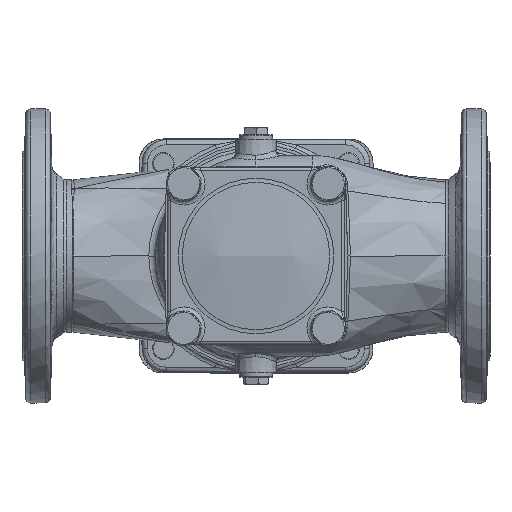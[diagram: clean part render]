
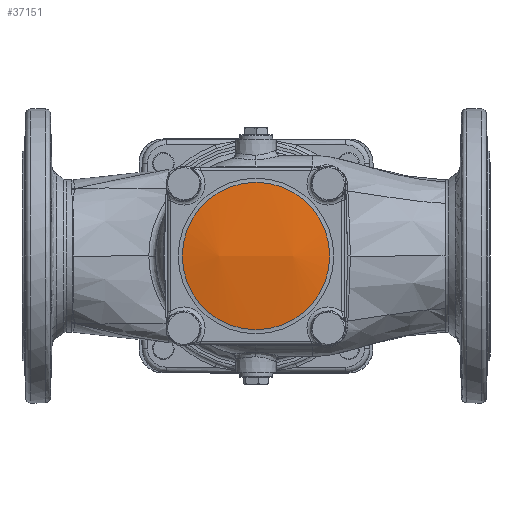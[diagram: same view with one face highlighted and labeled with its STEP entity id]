
A CAD part, front view. The second image highlights one B-rep face of the part: STEP entity #37151.
In plain terms, the highlighted spherical face has radius 270 mm.
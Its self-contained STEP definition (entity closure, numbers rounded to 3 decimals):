
#107=SPHERICAL_SURFACE('',#40127,270.);
#9518=FACE_OUTER_BOUND('',#12024,.T.);
#12024=EDGE_LOOP('',(#33111,#33112));
#13918=CIRCLE('',#40128,55.11);
#13919=CIRCLE('',#40129,55.11);
#17114=VERTEX_POINT('',#118313);
#17115=VERTEX_POINT('',#118314);
#22531=EDGE_CURVE('',#17114,#17115,#13918,.T.);
#22532=EDGE_CURVE('',#17115,#17114,#13919,.T.);
#33111=ORIENTED_EDGE('',*,*,#22531,.F.);
#33112=ORIENTED_EDGE('',*,*,#22532,.F.);
#37151=ADVANCED_FACE('',(#9518),#107,.T.);
#40127=AXIS2_PLACEMENT_3D('',#118312,#47148,#47149);
#40128=AXIS2_PLACEMENT_3D('',#118315,#47150,#47151);
#40129=AXIS2_PLACEMENT_3D('',#118316,#47152,#47153);
#47148=DIRECTION('center_axis',(0.,0.,1.));
#47149=DIRECTION('ref_axis',(1.,0.,0.));
#47150=DIRECTION('center_axis',(0.,1.,0.));
#47151=DIRECTION('ref_axis',(1.,0.,0.));
#47152=DIRECTION('center_axis',(0.,1.,0.));
#47153=DIRECTION('ref_axis',(1.,0.,0.));
#118312=CARTESIAN_POINT('Origin',(0.,142.5,0.));
#118313=CARTESIAN_POINT('',(-55.11,-121.816,0.));
#118314=CARTESIAN_POINT('',(0.,-121.816,-55.11));
#118315=CARTESIAN_POINT('Origin',(0.,-121.816,
0.));
#118316=CARTESIAN_POINT('Origin',(0.,-121.816,
0.));
